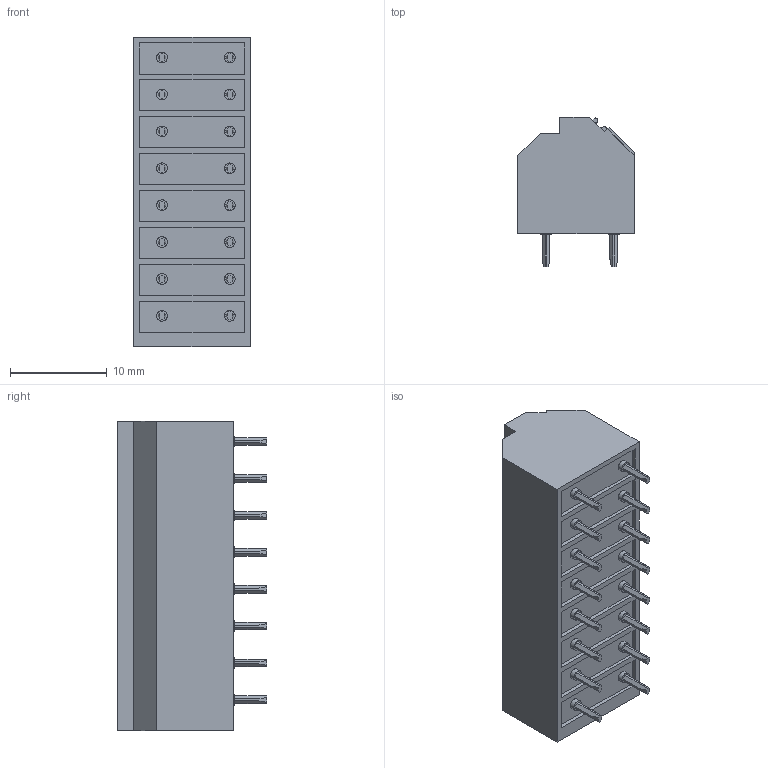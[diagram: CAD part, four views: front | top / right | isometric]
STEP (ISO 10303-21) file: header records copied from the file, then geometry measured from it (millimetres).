
FILE_DESCRIPTION(('SolidDesigner STEP Export'),'2;1');
FILE_NAME('spta_1.5-8-3.81.stp','2009-03-11T 9:41:49',(''),(''),'CoCreate Modeling STEP processor for AP214 (Solid Model)','CoCreate Modeling 16.00A 16-Aug-2008 (C) Parametric Technology GmbH','');
FILE_SCHEMA(('AUTOMOTIVE_DESIGN { 1 0 10303 214 1 1 1 1 }'));
Length unit declared in the file: millimetre
Products named in the file (2): spta_1.5-8-3.81
Assembly tree (1 placements, depth 2):
  spta_1.5-8-3.81
    spta_1.5-8-3.81
Bounding box: 12 x 15.4 x 31.98 mm (x, y, z)
Volume: 3740.7 mm3; surface area: 2223.5 mm2
Topology: 1 solids, 1 shells, 625 faces, 1585 edges, 1022 vertices
Faces by surface type: plane 491, cylinder 134
Entity records: 22337 total; most frequent: ORIENTED_EDGE 3170, CARTESIAN_POINT 2971, DIRECTION 2653, EDGE_CURVE 1585, VECTOR 1245, LINE 1245, VERTEX_POINT 1022, AXIS2_PLACEMENT_3D 704
